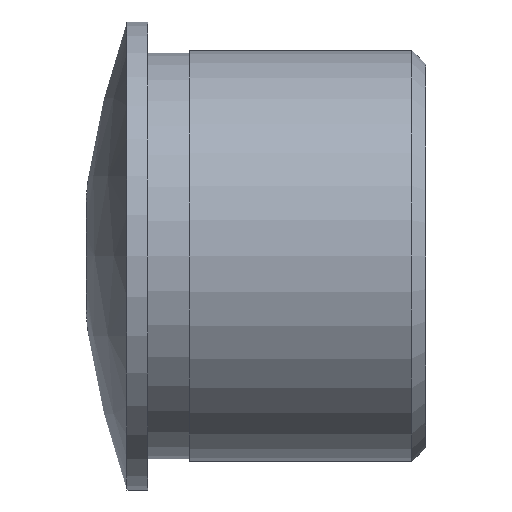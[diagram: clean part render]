
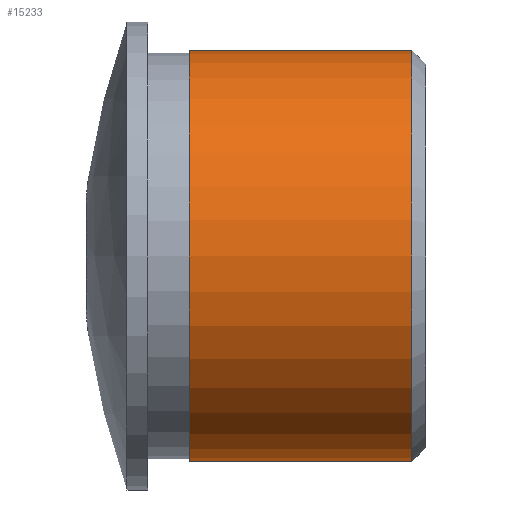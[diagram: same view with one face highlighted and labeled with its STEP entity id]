
A CAD part, left-side view. The second image highlights one B-rep face of the part: STEP entity #15233.
In plain terms, the highlighted cylindrical face has radius 14.8 mm (diameter 29.6 mm), a full revolution.
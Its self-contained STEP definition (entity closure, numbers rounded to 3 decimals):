
#1048 = EDGE_LOOP ( 'NONE', ( #17221 ) ) ;
#1777 = AXIS2_PLACEMENT_3D ( 'NONE', #13496, #13436, #7790 ) ;
#4460 = DIRECTION ( 'NONE',  ( 0., 0., -1. ) ) ;
#4634 = AXIS2_PLACEMENT_3D ( 'NONE', #6160, #15055, #10887 ) ;
#5233 = FACE_OUTER_BOUND ( 'NONE', #1048, .T. ) ;
#6152 = CIRCLE ( 'NONE', #1777, 14.8 ) ;
#6160 = CARTESIAN_POINT ( 'NONE',  ( 0., 20.5, 0. ) ) ;
#6914 = ORIENTED_EDGE ( 'NONE', *, *, #13903, .T. ) ;
#7790 = DIRECTION ( 'NONE',  ( 0., 0., -1. ) ) ;
#8410 = CARTESIAN_POINT ( 'NONE',  ( 0., 17., 0. ) ) ;
#9029 = EDGE_CURVE ( 'NONE', #9993, #9993, #18065, .T. ) ;
#9278 = VERTEX_POINT ( 'NONE', #11678 ) ;
#9993 = VERTEX_POINT ( 'NONE', #11626 ) ;
#10086 = DIRECTION ( 'NONE',  ( 0., -1., 0. ) ) ;
#10887 = DIRECTION ( 'NONE',  ( 0., 0., -1. ) ) ;
#11626 = CARTESIAN_POINT ( 'NONE',  ( 0., 17., -14.8 ) ) ;
#11678 = CARTESIAN_POINT ( 'NONE',  ( 0., 1., -14.8 ) ) ;
#13436 = DIRECTION ( 'NONE',  ( 0., 1., 0. ) ) ;
#13496 = CARTESIAN_POINT ( 'NONE',  ( 0., 1., 0. ) ) ;
#13903 = EDGE_CURVE ( 'NONE', #9278, #9278, #6152, .T. ) ;
#15055 = DIRECTION ( 'NONE',  ( 0., -1., 0. ) ) ;
#15233 = ADVANCED_FACE ( 'NONE', ( #16003, #5233 ), #17375, .T. ) ;
#16003 = FACE_OUTER_BOUND ( 'NONE', #18813, .T. ) ;
#16597 = AXIS2_PLACEMENT_3D ( 'NONE', #8410, #10086, #4460 ) ;
#17221 = ORIENTED_EDGE ( 'NONE', *, *, #9029, .T. ) ;
#17375 = CYLINDRICAL_SURFACE ( 'NONE', #4634, 14.8 ) ;
#18065 = CIRCLE ( 'NONE', #16597, 14.8 ) ;
#18813 = EDGE_LOOP ( 'NONE', ( #6914 ) ) ;
